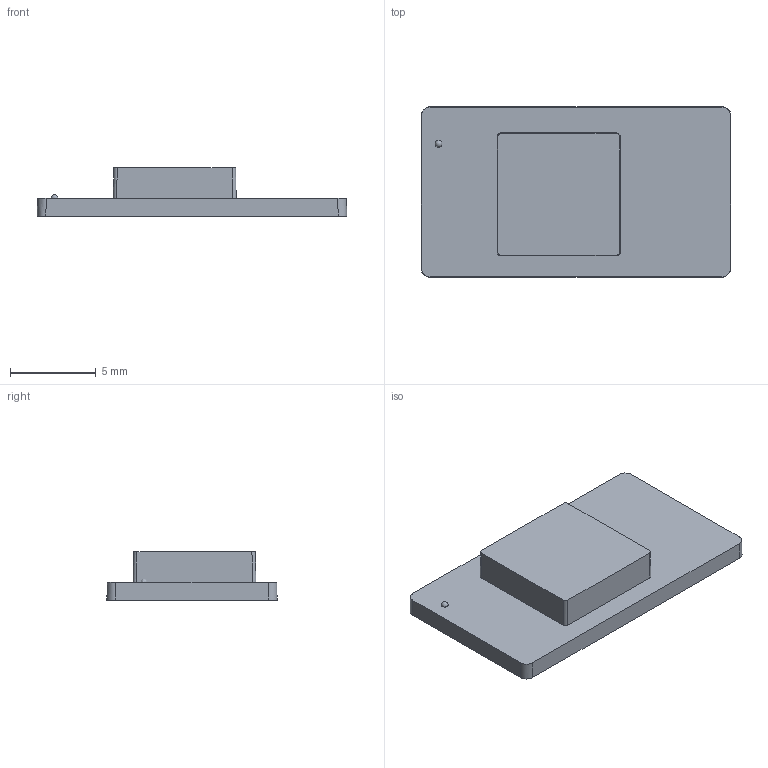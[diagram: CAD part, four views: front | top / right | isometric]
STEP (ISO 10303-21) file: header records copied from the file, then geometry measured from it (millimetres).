
FILE_DESCRIPTION((''),'2;1');
FILE_NAME('','2024-08-08T',(''),(''),'PRO/ENGINEER BY PARAMETRIC TECHNOLOGY CORPORATION, 2003250','PRO/ENGINEER BY PARAMETRIC TECHNOLOGY CORPORATION, 2003250','');
FILE_SCHEMA(('CONFIG_CONTROL_DESIGN'));
Length unit declared in the file: millimetre
Bounding box: 18 x 9.9 x 2.81 mm (x, y, z)
Volume: 228.6 mm3; surface area: 498.2 mm2
Topology: 1 solids, 1 shells, 25 faces, 64 edges, 42 vertices
Faces by surface type: plane 16, cylinder 8, sphere 1
Entity records: 804 total; most frequent: CARTESIAN_POINT 193, ORIENTED_EDGE 124, DIRECTION 98, EDGE_CURVE 62, VECTOR 44, LINE 44, VERTEX_POINT 42, EDGE_LOOP 28
